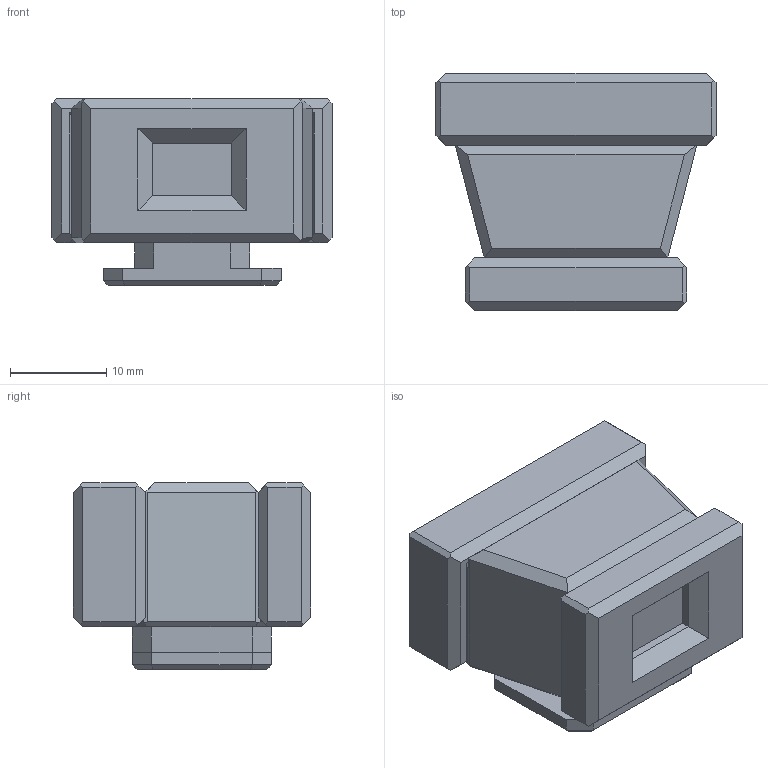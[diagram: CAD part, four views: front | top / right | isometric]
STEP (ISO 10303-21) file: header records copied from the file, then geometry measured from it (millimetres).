
FILE_DESCRIPTION(/* description */ (''),/* implementation_level */ '2;1');
FILE_NAME(/* name */ 'kodakFunsaver_viewFinder_SQ_coldShoe',/* time_stamp */ '2023-11-20T18:17:17-05:00',/* author */ ('George Moua'),/* organization */ ('Archive 663'),/* preprocessor_version */ 'ST-DEVELOPER v16.7',/* originating_system */ 'Solid Edge',/* authorisation */ 'Unknown');
FILE_SCHEMA (('AUTOMOTIVE_DESIGN {1 0 10303 214 3 1 1}'));
Length unit declared in the file: millimetre
Products named in the file (7): kodakFunsaver_viewFinder_SQ; kodakFunsaver_viewFinder_mainBody; kodakFunsaver_viewFinder_frontLens; kodakFunsaver_viewFinder_rearLens; kodakFunsaver_viewFinder_frontCap; kodakFunsaver_viewFinder_rearCap; kodakFunsaver_viewFinder_coldShoe
Assembly tree (6 placements, depth 2):
  kodakFunsaver_viewFinder_SQ
    kodakFunsaver_viewFinder_mainBody
    kodakFunsaver_viewFinder_frontLens
    kodakFunsaver_viewFinder_rearLens
    kodakFunsaver_viewFinder_frontCap
    kodakFunsaver_viewFinder_rearCap
    kodakFunsaver_viewFinder_coldShoe
Bounding box: 29.15 x 24.75 x 19.45 mm (x, y, z)
Volume: 7300 mm3; surface area: 6857.5 mm2
Topology: 6 solids, 6 shells, 256 faces, 685 edges, 442 vertices
Faces by surface type: plane 234, cylinder 13, cone 8, sphere 1
Full cylindrical faces by diameter (mm): 1.4 x4, 1.8 x4, 3.5 x4
Entity records: 7829 total; most frequent: CARTESIAN_POINT 1349, ORIENTED_EDGE 1308, DIRECTION 1218, EDGE_CURVE 654, LINE 616, VECTOR 616, VERTEX_POINT 432, AXIS2_PLACEMENT_3D 301
